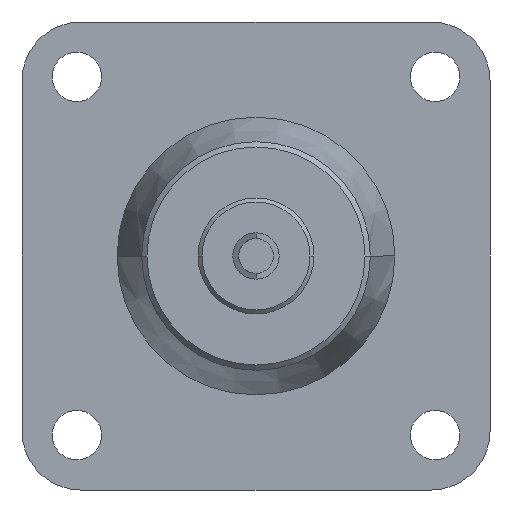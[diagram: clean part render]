
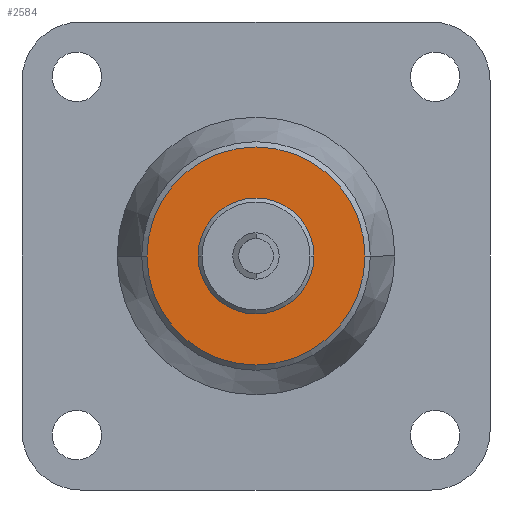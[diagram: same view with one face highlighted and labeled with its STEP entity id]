
A CAD part, left-side view. The second image highlights one B-rep face of the part: STEP entity #2584.
In plain terms, the highlighted planar face has unit normal (-1, 0, 0).
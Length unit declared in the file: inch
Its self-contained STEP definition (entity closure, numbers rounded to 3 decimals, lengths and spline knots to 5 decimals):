
#176 = VERTEX_POINT ( 'NONE', #4215 ) ;
#453 = CIRCLE ( 'NONE', #4043, 0.14764 ) ;
#488 = EDGE_LOOP ( 'NONE', ( #779, #1143 ) ) ;
#517 = PLANE ( 'NONE',  #2516 ) ;
#596 = EDGE_CURVE ( 'NONE', #4174, #5355, #453, .T. ) ;
#727 = DIRECTION ( 'NONE',  ( 1., 0., 0. ) ) ;
#779 = ORIENTED_EDGE ( 'NONE', *, *, #5800, .T. ) ;
#901 = EDGE_CURVE ( 'NONE', #5355, #4174, #3864, .T. ) ;
#1143 = ORIENTED_EDGE ( 'NONE', *, *, #1256, .T. ) ;
#1256 = EDGE_CURVE ( 'NONE', #2172, #176, #4516, .T. ) ;
#1278 = DIRECTION ( 'NONE',  ( -1., 0., 0. ) ) ;
#1301 = AXIS2_PLACEMENT_3D ( 'NONE', #4796, #727, #2536 ) ;
#1465 = DIRECTION ( 'NONE',  ( -1., 0., 0. ) ) ;
#1863 = AXIS2_PLACEMENT_3D ( 'NONE', #5067, #4609, #2353 ) ;
#2080 = FACE_BOUND ( 'NONE', #4555, .T. ) ;
#2172 = VERTEX_POINT ( 'NONE', #5195 ) ;
#2215 = CARTESIAN_POINT ( 'NONE',  ( 0.91126, -0.14764, 0. ) ) ;
#2222 = CARTESIAN_POINT ( 'NONE',  ( 0.91126, 0.14764, 0. ) ) ;
#2353 = DIRECTION ( 'NONE',  ( 0., -1., 0. ) ) ;
#2516 = AXIS2_PLACEMENT_3D ( 'NONE', #5450, #1465, #3695 ) ;
#2536 = DIRECTION ( 'NONE',  ( 0., 1., 0. ) ) ;
#2563 = CARTESIAN_POINT ( 'NONE',  ( 0.91126, 0., 0. ) ) ;
#2584 = ADVANCED_FACE ( 'NONE', ( #2080, #3889 ), #517, .T. ) ;
#2648 = DIRECTION ( 'NONE',  ( 0., -1., 0. ) ) ;
#2657 = DIRECTION ( 'NONE',  ( 1., 0., 0. ) ) ;
#3667 = CARTESIAN_POINT ( 'NONE',  ( 0.91126, 0., 0. ) ) ;
#3695 = DIRECTION ( 'NONE',  ( 0., 1., 0. ) ) ;
#3864 = CIRCLE ( 'NONE', #1301, 0.14764 ) ;
#3889 = FACE_OUTER_BOUND ( 'NONE', #488, .T. ) ;
#4043 = AXIS2_PLACEMENT_3D ( 'NONE', #3667, #2657, #4956 ) ;
#4095 = AXIS2_PLACEMENT_3D ( 'NONE', #2563, #1278, #2648 ) ;
#4174 = VERTEX_POINT ( 'NONE', #2215 ) ;
#4198 = ORIENTED_EDGE ( 'NONE', *, *, #901, .T. ) ;
#4215 = CARTESIAN_POINT ( 'NONE',  ( 0.91126, 0.27788, 0. ) ) ;
#4516 = CIRCLE ( 'NONE', #1863, 0.27788 ) ;
#4555 = EDGE_LOOP ( 'NONE', ( #4198, #5468 ) ) ;
#4609 = DIRECTION ( 'NONE',  ( -1., 0., 0. ) ) ;
#4796 = CARTESIAN_POINT ( 'NONE',  ( 0.91126, 0., 0. ) ) ;
#4956 = DIRECTION ( 'NONE',  ( 0., 1., 0. ) ) ;
#5067 = CARTESIAN_POINT ( 'NONE',  ( 0.91126, 0., 0. ) ) ;
#5195 = CARTESIAN_POINT ( 'NONE',  ( 0.91126, -0.27788, 0. ) ) ;
#5244 = CIRCLE ( 'NONE', #4095, 0.27788 ) ;
#5355 = VERTEX_POINT ( 'NONE', #2222 ) ;
#5450 = CARTESIAN_POINT ( 'NONE',  ( 0.91126, 0.14764, 0. ) ) ;
#5468 = ORIENTED_EDGE ( 'NONE', *, *, #596, .T. ) ;
#5800 = EDGE_CURVE ( 'NONE', #176, #2172, #5244, .T. ) ;
